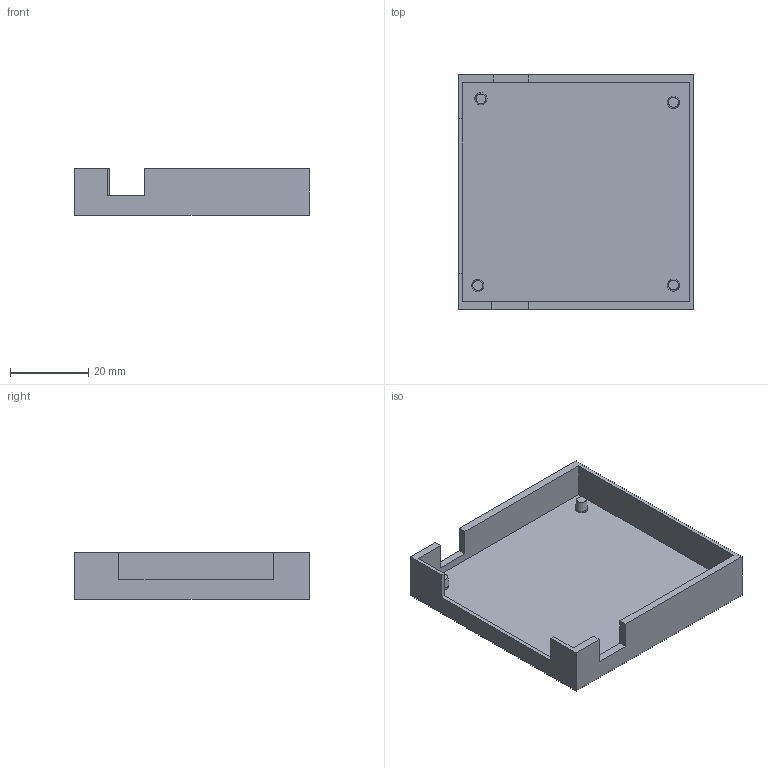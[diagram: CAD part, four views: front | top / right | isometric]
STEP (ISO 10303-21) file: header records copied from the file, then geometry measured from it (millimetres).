
FILE_DESCRIPTION(('FreeCAD Model'),'2;1');
FILE_NAME('Open CASCADE Shape Model','2025-11-14T12:01:08',(''),(''), 'Open CASCADE STEP processor 7.8','FreeCAD','Unknown');
FILE_SCHEMA(('AUTOMOTIVE_DESIGN { 1 0 10303 214 1 1 1 1 }'));
Length unit declared in the file: millimetre
Products named in the file (2): Enclosure; Body_bottom
Assembly tree (1 placements, depth 2):
  Enclosure
    Body_bottom
Bounding box: 60 x 60 x 12 mm (x, y, z)
Volume: 13511.6 mm3; surface area: 11489.6 mm2
Topology: 1 solids, 1 shells, 34 faces, 80 edges, 52 vertices
Faces by surface type: plane 26, cylinder 4, cone 4
Full cylindrical faces by diameter (mm): 3.1 x4
Entity records: 2044 total; most frequent: CARTESIAN_POINT 328, DIRECTION 324, LINE 220, VECTOR 220, ORIENTED_EDGE 160, PCURVE 160, DEFINITIONAL_REPRESENTATION 160, EDGE_CURVE 80
